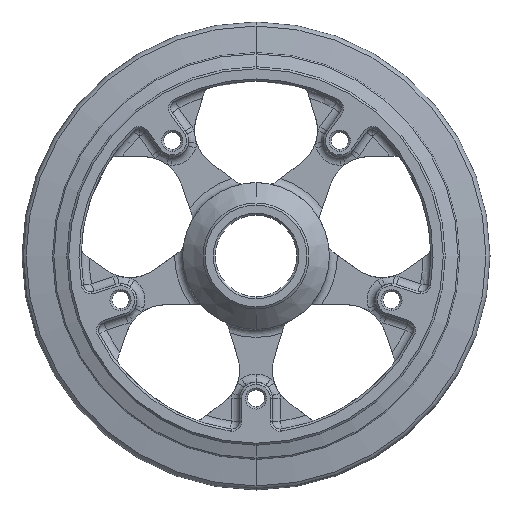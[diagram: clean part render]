
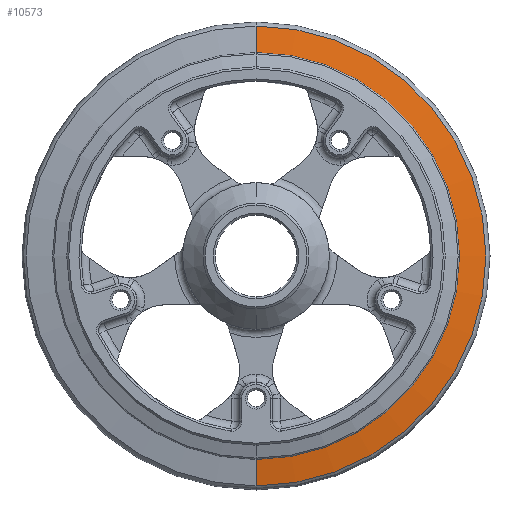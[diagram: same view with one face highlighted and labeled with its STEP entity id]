
A CAD part, front view. The second image highlights one B-rep face of the part: STEP entity #10573.
In plain terms, the highlighted conical face has half-angle 80 degrees and reference radius 56.5 mm.
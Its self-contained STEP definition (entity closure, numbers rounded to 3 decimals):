
#94 = EDGE_CURVE ( 'NONE', #13017, #5751, #11247, .T. ) ;
#290 = DIRECTION ( 'NONE',  ( 0., 0., 1. ) ) ;
#308 = VERTEX_POINT ( 'NONE', #3966 ) ;
#1024 = ORIENTED_EDGE ( 'NONE', *, *, #1638, .F. ) ;
#1120 = LINE ( 'NONE', #2301, #12988 ) ;
#1638 = EDGE_CURVE ( 'NONE', #308, #9542, #3641, .T. ) ;
#1675 = EDGE_CURVE ( 'NONE', #13017, #9542, #1120, .T. ) ;
#2189 = AXIS2_PLACEMENT_3D ( 'NONE', #7443, #11495, #290 ) ;
#2301 = CARTESIAN_POINT ( 'NONE',  ( 0., 18., -56.5 ) ) ;
#2667 = CARTESIAN_POINT ( 'NONE',  ( 0., 16.854, -50. ) ) ;
#3328 = DIRECTION ( 'NONE',  ( 0., -1., 0. ) ) ;
#3641 = CIRCLE ( 'NONE', #11083, 56.5 ) ;
#3966 = CARTESIAN_POINT ( 'NONE',  ( 0., 18., 56.5 ) ) ;
#4225 = CARTESIAN_POINT ( 'NONE',  ( 0., 18., 0. ) ) ;
#4447 = DIRECTION ( 'NONE',  ( 0., 0.174, 0.985 ) ) ;
#4812 = ORIENTED_EDGE ( 'NONE', *, *, #6379, .F. ) ;
#5498 = AXIS2_PLACEMENT_3D ( 'NONE', #8390, #3328, #11835 ) ;
#5751 = VERTEX_POINT ( 'NONE', #8923 ) ;
#6156 = DIRECTION ( 'NONE',  ( 0., 0., 1. ) ) ;
#6284 = DIRECTION ( 'NONE',  ( 0., 1., 0. ) ) ;
#6352 = VECTOR ( 'NONE', #4447, 1000. ) ;
#6379 = EDGE_CURVE ( 'NONE', #5751, #308, #7379, .T. ) ;
#6650 = ORIENTED_EDGE ( 'NONE', *, *, #94, .F. ) ;
#7319 = FACE_OUTER_BOUND ( 'NONE', #7557, .T. ) ;
#7322 = CARTESIAN_POINT ( 'NONE',  ( 0., 18., 56.5 ) ) ;
#7352 = DIRECTION ( 'NONE',  ( 0., 0.174, -0.985 ) ) ;
#7379 = LINE ( 'NONE', #7322, #6352 ) ;
#7443 = CARTESIAN_POINT ( 'NONE',  ( 0., 18., 0. ) ) ;
#7551 = CARTESIAN_POINT ( 'NONE',  ( 0., 18., -56.5 ) ) ;
#7557 = EDGE_LOOP ( 'NONE', ( #6650, #11777, #1024, #4812 ) ) ;
#8390 = CARTESIAN_POINT ( 'NONE',  ( 0., 16.854, 0. ) ) ;
#8923 = CARTESIAN_POINT ( 'NONE',  ( 0., 16.854, 50. ) ) ;
#9542 = VERTEX_POINT ( 'NONE', #7551 ) ;
#10573 = ADVANCED_FACE ( 'NONE', ( #7319 ), #12359, .T. ) ;
#11083 = AXIS2_PLACEMENT_3D ( 'NONE', #4225, #6284, #6156 ) ;
#11247 = CIRCLE ( 'NONE', #5498, 50. ) ;
#11495 = DIRECTION ( 'NONE',  ( 0., 1., 0. ) ) ;
#11777 = ORIENTED_EDGE ( 'NONE', *, *, #1675, .T. ) ;
#11835 = DIRECTION ( 'NONE',  ( 0., 0., 1. ) ) ;
#12359 = CONICAL_SURFACE ( 'NONE', #2189, 56.5, 1.396 ) ;
#12988 = VECTOR ( 'NONE', #7352, 1000. ) ;
#13017 = VERTEX_POINT ( 'NONE', #2667 ) ;
